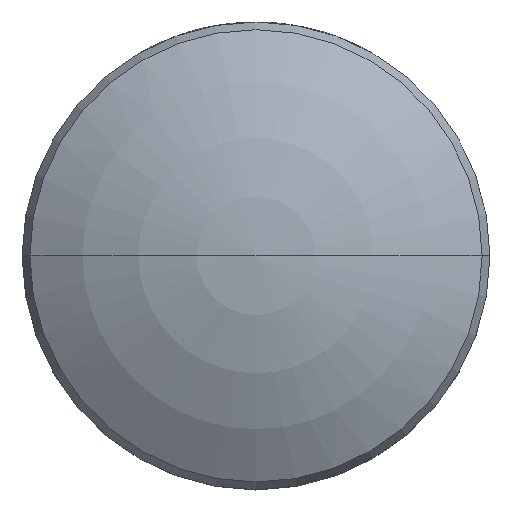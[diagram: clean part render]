
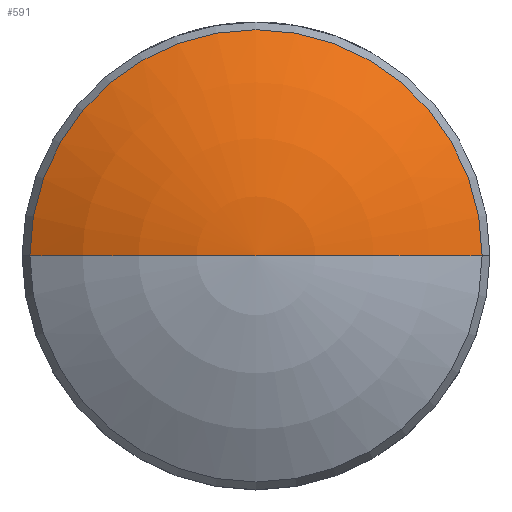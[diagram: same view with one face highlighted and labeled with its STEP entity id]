
A CAD part, top view. The second image highlights one B-rep face of the part: STEP entity #591.
In plain terms, the highlighted toroidal (fillet/blend) face has major radius 0.002 mm and minor radius 4.6 mm.
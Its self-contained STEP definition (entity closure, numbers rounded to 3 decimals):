
#148 = CIRCLE ( 'NONE', #893, 2.417 ) ;
#242 = VERTEX_POINT ( 'NONE', #563 ) ;
#262 = DIRECTION ( 'NONE',  ( 1., 0., 0. ) ) ;
#290 = ORIENTED_EDGE ( 'NONE', *, *, #1688, .T. ) ;
#379 = TOROIDAL_SURFACE ( 'NONE', #1123, -0.002, 4.6 ) ;
#415 = CARTESIAN_POINT ( 'NONE',  ( 0.927, 2.668, 4.96 ) ) ;
#479 = FACE_OUTER_BOUND ( 'NONE', #1199, .T. ) ;
#481 = AXIS2_PLACEMENT_3D ( 'NONE', #1321, #730, #1318 ) ;
#528 = DIRECTION ( 'NONE',  ( 0., 0., 1. ) ) ;
#553 = DIRECTION ( 'NONE',  ( 0., -1., 0. ) ) ;
#563 = CARTESIAN_POINT ( 'NONE',  ( -1.491, 2.668, 4.96 ) ) ;
#565 = DIRECTION ( 'NONE',  ( 0., 0., 1. ) ) ;
#570 = CARTESIAN_POINT ( 'NONE',  ( 0.925, 2.668, 1.048 ) ) ;
#591 = ADVANCED_FACE ( 'NONE', ( #479 ), #379, .T. ) ;
#612 = VERTEX_POINT ( 'NONE', #1276 ) ;
#686 = ORIENTED_EDGE ( 'NONE', *, *, #1806, .F. ) ;
#701 = DIRECTION ( 'NONE',  ( -1., 0., 0. ) ) ;
#707 = DIRECTION ( 'NONE',  ( 0., 0., -1. ) ) ;
#730 = DIRECTION ( 'NONE',  ( 0., 1., 0. ) ) ;
#830 = EDGE_CURVE ( 'NONE', #242, #612, #1369, .T. ) ;
#893 = AXIS2_PLACEMENT_3D ( 'NONE', #415, #565, #701 ) ;
#951 = CARTESIAN_POINT ( 'NONE',  ( 3.344, 2.668, 4.96 ) ) ;
#1073 = VERTEX_POINT ( 'NONE', #951 ) ;
#1123 = AXIS2_PLACEMENT_3D ( 'NONE', #1380, #528, #262 ) ;
#1199 = EDGE_LOOP ( 'NONE', ( #290, #1846, #686 ) ) ;
#1276 = CARTESIAN_POINT ( 'NONE',  ( 0.927, 2.668, 5.648 ) ) ;
#1318 = DIRECTION ( 'NONE',  ( -1., 0., 0. ) ) ;
#1321 = CARTESIAN_POINT ( 'NONE',  ( 0.929, 2.668, 1.048 ) ) ;
#1369 = CIRCLE ( 'NONE', #481, 4.6 ) ;
#1380 = CARTESIAN_POINT ( 'NONE',  ( 0.927, 2.668, 1.048 ) ) ;
#1628 = CIRCLE ( 'NONE', #1701, 4.6 ) ;
#1688 = EDGE_CURVE ( 'NONE', #1073, #242, #148, .T. ) ;
#1701 = AXIS2_PLACEMENT_3D ( 'NONE', #570, #553, #707 ) ;
#1806 = EDGE_CURVE ( 'NONE', #1073, #612, #1628, .T. ) ;
#1846 = ORIENTED_EDGE ( 'NONE', *, *, #830, .T. ) ;
